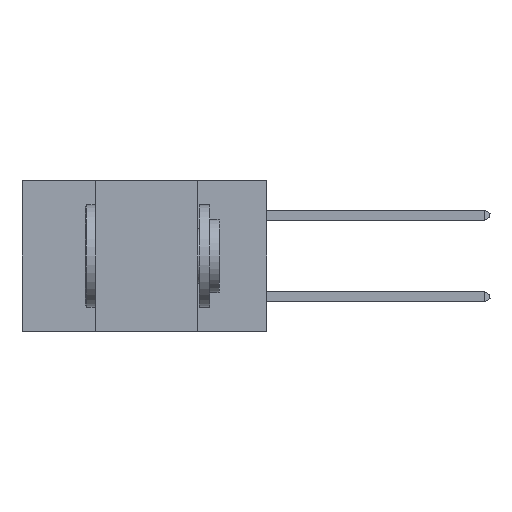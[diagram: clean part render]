
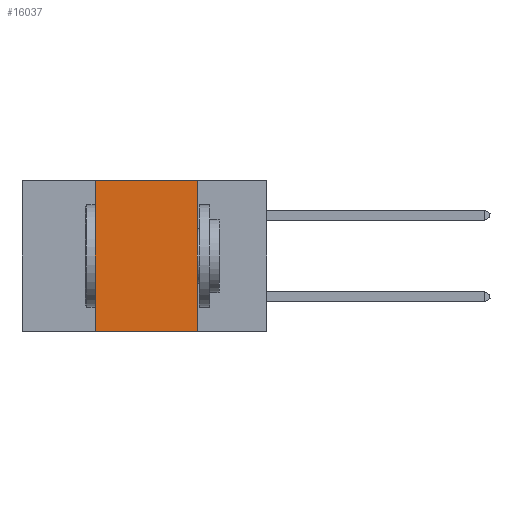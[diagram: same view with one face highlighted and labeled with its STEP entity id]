
A CAD part, left-side view. The second image highlights one B-rep face of the part: STEP entity #16037.
In plain terms, the highlighted planar face has unit normal (-1, 0, 0).
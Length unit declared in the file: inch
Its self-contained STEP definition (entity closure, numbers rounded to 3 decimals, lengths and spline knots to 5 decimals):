
#609 = CARTESIAN_POINT ( 'NONE',  ( 0., 0.42, -0.37 ) ) ;
#641 = LINE ( 'NONE', #4828, #5171 ) ;
#1162 = PLANE ( 'NONE',  #12815 ) ;
#1459 = VERTEX_POINT ( 'NONE', #609 ) ;
#1924 = EDGE_CURVE ( 'NONE', #14644, #4652, #6297, .T. ) ;
#2426 = CARTESIAN_POINT ( 'NONE',  ( 0., 0.17, 0. ) ) ;
#2635 = CARTESIAN_POINT ( 'NONE',  ( 0., 0.17, 0. ) ) ;
#3184 = ORIENTED_EDGE ( 'NONE', *, *, #1924, .F. ) ;
#3189 = VECTOR ( 'NONE', #7848, 39.37008 ) ;
#4213 = CARTESIAN_POINT ( 'NONE',  ( 0., 0.42, 0. ) ) ;
#4652 = VERTEX_POINT ( 'NONE', #13437 ) ;
#4828 = CARTESIAN_POINT ( 'NONE',  ( 0., 0.6, -0.37 ) ) ;
#5171 = VECTOR ( 'NONE', #7240, 39.37008 ) ;
#5562 = DIRECTION ( 'NONE',  ( 0., 0., 1. ) ) ;
#6297 = LINE ( 'NONE', #2635, #7656 ) ;
#6955 = VERTEX_POINT ( 'NONE', #11946 ) ;
#7240 = DIRECTION ( 'NONE',  ( 0., -1., 0. ) ) ;
#7559 = CARTESIAN_POINT ( 'NONE',  ( 0., 0.6, 0. ) ) ;
#7656 = VECTOR ( 'NONE', #8739, 39.37008 ) ;
#7848 = DIRECTION ( 'NONE',  ( 0., -1., 0. ) ) ;
#8477 = LINE ( 'NONE', #4213, #13519 ) ;
#8724 = DIRECTION ( 'NONE',  ( 0., 0., -1. ) ) ;
#8739 = DIRECTION ( 'NONE',  ( 0., 0., -1. ) ) ;
#8852 = ORIENTED_EDGE ( 'NONE', *, *, #14887, .F. ) ;
#9103 = LINE ( 'NONE', #12515, #3189 ) ;
#9571 = EDGE_CURVE ( 'NONE', #6955, #14644, #9103, .T. ) ;
#11946 = CARTESIAN_POINT ( 'NONE',  ( 0., 0.42, 0. ) ) ;
#12515 = CARTESIAN_POINT ( 'NONE',  ( 0., 0.6, 0. ) ) ;
#12815 = AXIS2_PLACEMENT_3D ( 'NONE', #7559, #14918, #8724 ) ;
#13437 = CARTESIAN_POINT ( 'NONE',  ( 0., 0.17, -0.37 ) ) ;
#13519 = VECTOR ( 'NONE', #5562, 39.37008 ) ;
#14239 = EDGE_CURVE ( 'NONE', #1459, #4652, #641, .T. ) ;
#14644 = VERTEX_POINT ( 'NONE', #2426 ) ;
#14842 = ORIENTED_EDGE ( 'NONE', *, *, #9571, .F. ) ;
#14843 = EDGE_LOOP ( 'NONE', ( #3184, #14842, #8852, #15589 ) ) ;
#14887 = EDGE_CURVE ( 'NONE', #1459, #6955, #8477, .T. ) ;
#14918 = DIRECTION ( 'NONE',  ( 1., 0., 0. ) ) ;
#15589 = ORIENTED_EDGE ( 'NONE', *, *, #14239, .T. ) ;
#15638 = FACE_OUTER_BOUND ( 'NONE', #14843, .T. ) ;
#16037 = ADVANCED_FACE ( 'NONE', ( #15638 ), #1162, .F. ) ;
